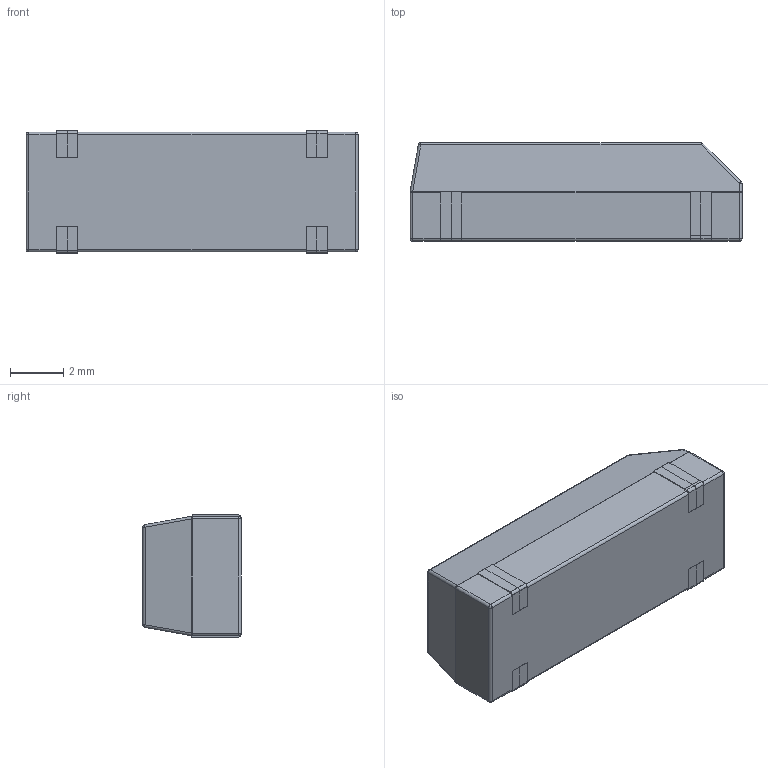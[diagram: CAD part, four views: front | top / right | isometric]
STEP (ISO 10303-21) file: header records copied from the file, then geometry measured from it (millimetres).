
FILE_DESCRIPTION (( 'STEP AP214' ), '1' );
FILE_NAME ('ECX-3SX.STEP', '2017-12-10T05:21:51', ( '' ), ( '' ), 'SwSTEP 2.0', 'SolidWorks 2016', '' );
FILE_SCHEMA (( 'AUTOMOTIVE_DESIGN' ));
Length unit declared in the file: millimetre
Products named in the file (1): ECX-3SX
Bounding box: 12.5 x 3.7 x 4.6 mm (x, y, z)
Volume: 197.2 mm3; surface area: 266.2 mm2
Topology: 13 solids, 13 shells, 177 faces, 423 edges, 264 vertices
Faces by surface type: plane 118, cylinder 47, sphere 12
Entity records: 6315 total; most frequent: CARTESIAN_POINT 872, DIRECTION 856, ORIENTED_EDGE 830, EDGE_CURVE 415, VECTOR 320, LINE 320, AXIS2_PLACEMENT_3D 268, VERTEX_POINT 264
